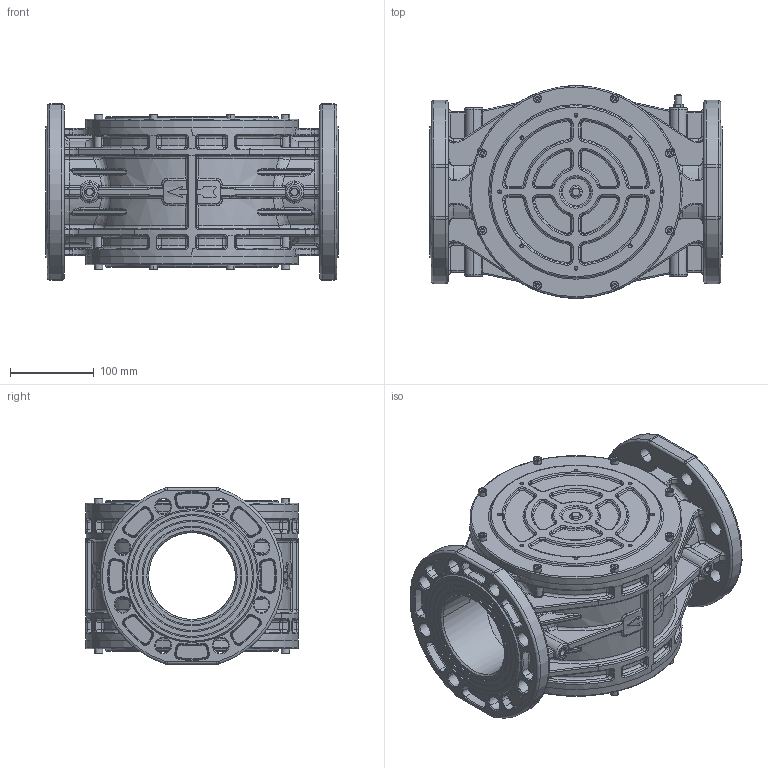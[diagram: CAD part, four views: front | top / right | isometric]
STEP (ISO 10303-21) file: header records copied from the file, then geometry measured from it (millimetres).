
FILE_DESCRIPTION((''),'2;1');
FILE_NAME('FF10B50_ASM','2014-04-16T',('Matteo Bolognesi'),(''),'PRO/ENGINEER BY PARAMETRIC TECHNOLOGY CORPORATION, 2012130','PRO/ENGINEER BY PARAMETRIC TECHNOLOGY CORPORATION, 2012130','');
FILE_SCHEMA(('CONFIG_CONTROL_DESIGN'));
Products named in the file (5): CO-1420; FO-0500; VITIM6; PP-0015; FF10B50_ASM
Assembly tree (20 placements, depth 2):
  FF10B50_ASM
    CO-1420
    FO-0500  x2
    VITIM6  x16
    PP-0015
Bounding box: 350 x 254 x 211 mm (x, y, z)
Volume: 3415157.9 mm3; surface area: 781993.4 mm2
Topology: 20 solids, 57 shells, 3284 faces, 7566 edges, 4430 vertices
Faces by surface type: cylinder 1054, plane 908, torus 728, bspline 328, cone 204, sphere 62
Entity records: 90385 total; most frequent: CARTESIAN_POINT 35225, DIRECTION 12184, ORIENTED_EDGE 11240, EDGE_CURVE 5678, AXIS2_PLACEMENT_3D 5224, VERTEX_POINT 3346, CIRCLE 3060, EDGE_LOOP 2626
